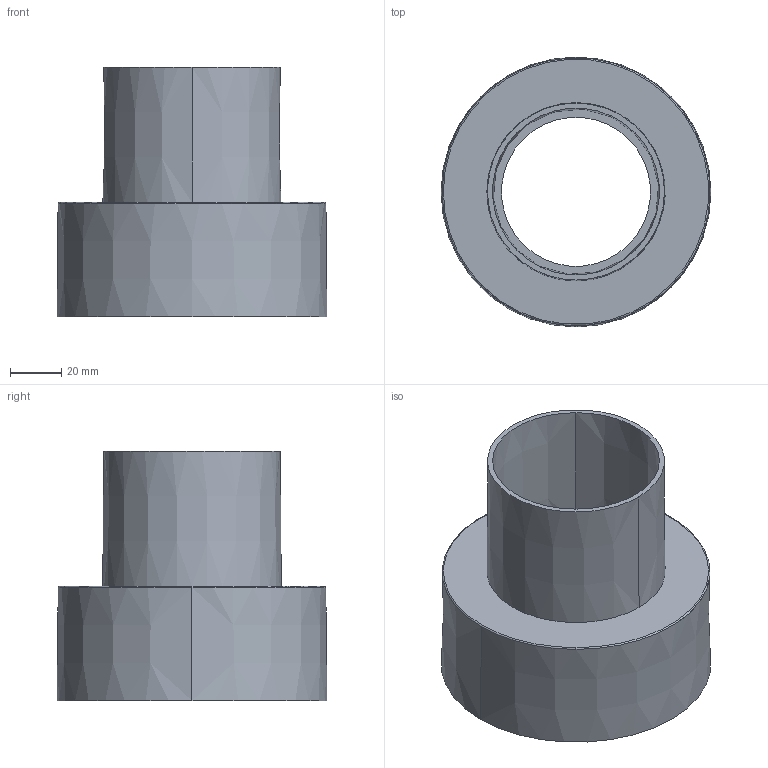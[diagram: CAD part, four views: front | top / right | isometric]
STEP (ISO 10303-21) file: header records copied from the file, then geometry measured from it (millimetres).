
FILE_DESCRIPTION(('Creo Elements/Direct Modeling STEP Export'),'2;1');
FILE_NAME('0059.0965_MF-A63.stp','2017-07-11T16:46:02',(''),(''),'PTC Creo Elements/Direct Modeling STEP processor for AP214 (Solid Model)','PTC Creo Elements/Direct Modeling 19.0C 15-Aug-2015 (C) Parametric Technology GmbH','');
FILE_SCHEMA(('AUTOMOTIVE_DESIGN { 1 0 10303 214 1 1 1 1 }'));
Length unit declared in the file: millimetre
Products named in the file (2): Ventiladapter_63-100_gerade.1
Assembly tree (1 placements, depth 2):
  Ventiladapter_63-100_gerade.1
    Ventiladapter_63-100_gerade.1
Bounding box: 105 x 105 x 97 mm (x, y, z)
Volume: 63444 mm3; surface area: 62104.5 mm2
Topology: 1 solids, 1 shells, 17 faces, 41 edges, 29 vertices
Faces by surface type: cone 8, plane 5, cylinder 2, torus 2
Entity records: 501 total; most frequent: ORIENTED_EDGE 82, DIRECTION 74, CARTESIAN_POINT 71, EDGE_CURVE 41, AXIS2_PLACEMENT_3D 32, VERTEX_POINT 29, EDGE_LOOP 22, FACE_OUTER_BOUND 17
